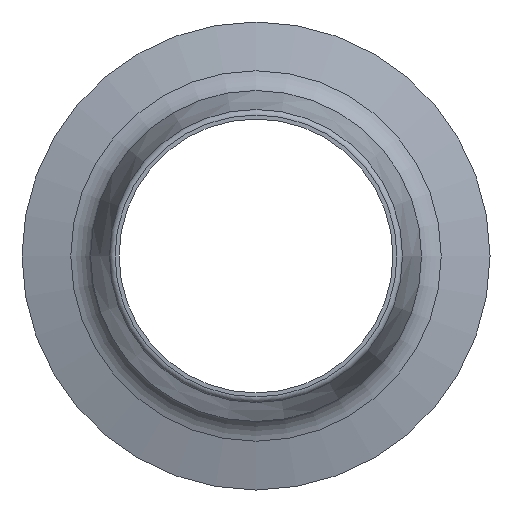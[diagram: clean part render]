
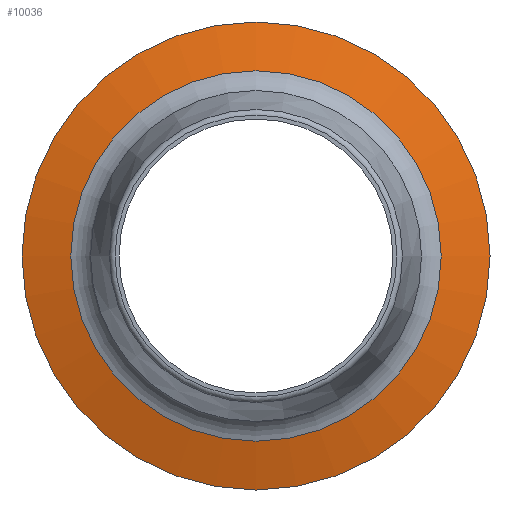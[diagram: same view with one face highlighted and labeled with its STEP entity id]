
A CAD part, left-side view. The second image highlights one B-rep face of the part: STEP entity #10036.
In plain terms, the highlighted conical face has half-angle 75 degrees and reference radius 19.723 mm.
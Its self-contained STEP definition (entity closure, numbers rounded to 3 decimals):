
#22=CONICAL_SURFACE('',#10527,19.723,1.309);
#1002=FACE_OUTER_BOUND('',#1562,.T.);
#1562=EDGE_LOOP('',(#8699,#8700,#8701,#8702,#8703,#8704,#8705));
#2368=CIRCLE('',#10517,16.224);
#2373=CIRCLE('',#10522,16.224);
#2374=CIRCLE('',#10523,16.224);
#2377=CIRCLE('',#10528,20.5);
#2378=CIRCLE('',#10529,20.5);
#3041=LINE('',#22896,#3637);
#3637=VECTOR('',#12089,19.723);
#4539=VERTEX_POINT('',#22872);
#4540=VERTEX_POINT('',#22873);
#4544=VERTEX_POINT('',#22882);
#4547=VERTEX_POINT('',#22892);
#4548=VERTEX_POINT('',#22893);
#5946=EDGE_CURVE('',#4539,#4540,#2368,.T.);
#5951=EDGE_CURVE('',#4540,#4544,#2373,.T.);
#5952=EDGE_CURVE('',#4544,#4539,#2374,.T.);
#5956=EDGE_CURVE('',#4547,#4548,#2377,.T.);
#5957=EDGE_CURVE('',#4548,#4547,#2378,.T.);
#5958=EDGE_CURVE('',#4548,#4544,#3041,.T.);
#8699=ORIENTED_EDGE('',*,*,#5956,.F.);
#8700=ORIENTED_EDGE('',*,*,#5957,.F.);
#8701=ORIENTED_EDGE('',*,*,#5958,.T.);
#8702=ORIENTED_EDGE('',*,*,#5951,.F.);
#8703=ORIENTED_EDGE('',*,*,#5946,.F.);
#8704=ORIENTED_EDGE('',*,*,#5952,.F.);
#8705=ORIENTED_EDGE('',*,*,#5958,.F.);
#10036=ADVANCED_FACE('',(#1002),#22,.T.);
#10517=AXIS2_PLACEMENT_3D('',#22874,#12062,#12063);
#10522=AXIS2_PLACEMENT_3D('',#22883,#12072,#12073);
#10523=AXIS2_PLACEMENT_3D('',#22884,#12074,#12075);
#10527=AXIS2_PLACEMENT_3D('',#22891,#12083,#12084);
#10528=AXIS2_PLACEMENT_3D('',#22894,#12085,#12086);
#10529=AXIS2_PLACEMENT_3D('',#22895,#12087,#12088);
#12062=DIRECTION('center_axis',(-1.,0.,0.));
#12063=DIRECTION('ref_axis',(0.,-1.,0.));
#12072=DIRECTION('center_axis',(-1.,0.,0.));
#12073=DIRECTION('ref_axis',(0.,-1.,0.));
#12074=DIRECTION('center_axis',(-1.,0.,0.));
#12075=DIRECTION('ref_axis',(0.,-1.,0.));
#12083=DIRECTION('center_axis',(1.,0.,0.));
#12084=DIRECTION('ref_axis',(0.,1.,0.));
#12085=DIRECTION('center_axis',(1.,0.,0.));
#12086=DIRECTION('ref_axis',(0.,-1.,0.));
#12087=DIRECTION('center_axis',(1.,0.,0.));
#12088=DIRECTION('ref_axis',(0.,-1.,0.));
#12089=DIRECTION('',(-0.259,0.966,0.));
#22872=CARTESIAN_POINT('',(65.596,16.224,0.));
#22873=CARTESIAN_POINT('',(65.596,0.,-16.224));
#22874=CARTESIAN_POINT('Origin',(65.596,0.,0.));
#22882=CARTESIAN_POINT('',(65.596,-16.224,0.));
#22883=CARTESIAN_POINT('Origin',(65.596,0.,0.));
#22884=CARTESIAN_POINT('Origin',(65.596,0.,0.));
#22891=CARTESIAN_POINT('Origin',(66.534,0.,0.));
#22892=CARTESIAN_POINT('',(66.742,20.5,0.));
#22893=CARTESIAN_POINT('',(66.742,-20.5,0.));
#22894=CARTESIAN_POINT('Origin',(66.742,0.,0.));
#22895=CARTESIAN_POINT('Origin',(66.742,0.,0.));
#22896=CARTESIAN_POINT('',(66.534,-19.723,0.));
